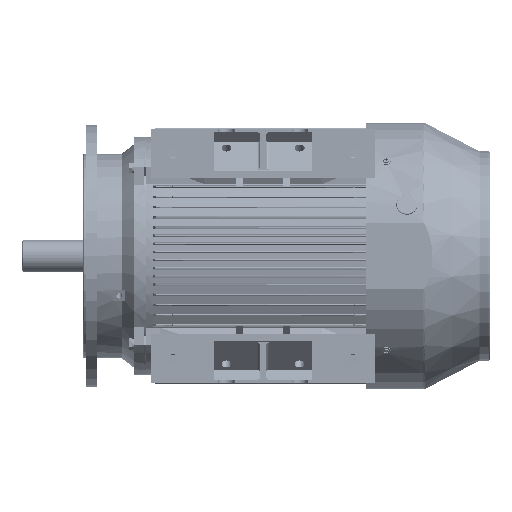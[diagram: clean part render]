
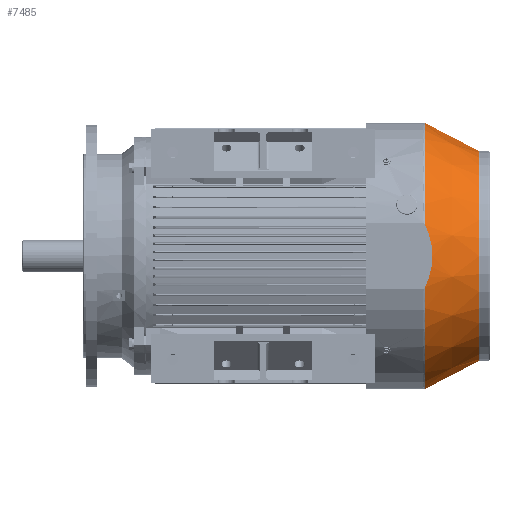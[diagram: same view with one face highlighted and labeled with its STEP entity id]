
A CAD part, front view. The second image highlights one B-rep face of the part: STEP entity #7485.
In plain terms, the highlighted conical face has half-angle 27.379 degrees and reference radius 180.336 mm.
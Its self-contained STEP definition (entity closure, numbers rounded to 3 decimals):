
#6362 = ORIENTED_EDGE ( 'NONE', *, *, #7554, .T. ) ;
#6630 = EDGE_CURVE ( 'NONE', #6633, #6636, #109900, .T. ) ;
#6633 = VERTEX_POINT ( 'NONE', #109885 ) ;
#6636 = VERTEX_POINT ( 'NONE', #109881 ) ;
#6722 = EDGE_CURVE ( 'NONE', #6633, #6728, #110191, .T. ) ;
#6728 = VERTEX_POINT ( 'NONE', #110173 ) ;
#6738 = VERTEX_POINT ( 'NONE', #110139 ) ;
#6745 = EDGE_CURVE ( 'NONE', #6747, #6738, #110309, .T. ) ;
#6747 = VERTEX_POINT ( 'NONE', #110299 ) ;
#6795 = EDGE_CURVE ( 'NONE', #6636, #6738, #110467, .T. ) ;
#7466 = EDGE_CURVE ( 'NONE', #6728, #7468, #113649, .T. ) ;
#7468 = VERTEX_POINT ( 'NONE', #113830 ) ;
#7485 = ADVANCED_FACE ( 'NONE', ( #113795 ), #113760, .T. ) ;
#7487 = EDGE_LOOP ( 'NONE', ( #7492, #7494, #7497, #7505, #6362, #7559 ) ) ;
#7492 = ORIENTED_EDGE ( 'NONE', *, *, #6722, .F. ) ;
#7494 = ORIENTED_EDGE ( 'NONE', *, *, #6630, .T. ) ;
#7497 = ORIENTED_EDGE ( 'NONE', *, *, #6795, .T. ) ;
#7505 = ORIENTED_EDGE ( 'NONE', *, *, #6745, .F. ) ;
#7554 = EDGE_CURVE ( 'NONE', #6747, #7468, #113946, .T. ) ;
#7559 = ORIENTED_EDGE ( 'NONE', *, *, #7466, .F. ) ;
#109881 = CARTESIAN_POINT ( 'NONE',  ( 180.336, 0., -194.351 ) ) ;
#109885 = CARTESIAN_POINT ( 'NONE',  ( -180.336, 0., -194.351 ) ) ;
#109889 = DIRECTION ( 'NONE',  ( 1., 0., 0. ) ) ;
#109893 = DIRECTION ( 'NONE',  ( 0., 0., 1. ) ) ;
#109896 = CARTESIAN_POINT ( 'NONE',  ( 0., 0., -194.351 ) ) ;
#109898 = AXIS2_PLACEMENT_3D ( 'NONE', #109896, #109893, #109889 ) ;
#109900 = CIRCLE ( 'NONE', #109898, 180.336 ) ;
#110139 = CARTESIAN_POINT ( 'NONE',  ( 228.416, 0., -101.514 ) ) ;
#110173 = CARTESIAN_POINT ( 'NONE',  ( -228.416, 0., -101.514 ) ) ;
#110185 = DIRECTION ( 'NONE',  ( -0.46, 0., 0.888 ) ) ;
#110187 = VECTOR ( 'NONE', #110185, 1000. ) ;
#110190 = CARTESIAN_POINT ( 'NONE',  ( -180.336, 0., -194.351 ) ) ;
#110191 = LINE ( 'NONE', #110190, #110187 ) ;
#110299 = CARTESIAN_POINT ( 'NONE',  ( 53.757, -222., -101.514 ) ) ;
#110300 = DIRECTION ( 'NONE',  ( 1., 0., 0. ) ) ;
#110302 = DIRECTION ( 'NONE',  ( 0., 0., 1. ) ) ;
#110305 = CARTESIAN_POINT ( 'NONE',  ( 0., 0., -101.514 ) ) ;
#110307 = AXIS2_PLACEMENT_3D ( 'NONE', #110305, #110302, #110300 ) ;
#110309 = CIRCLE ( 'NONE', #110307, 228.416 ) ;
#110460 = DIRECTION ( 'NONE',  ( 0.46, 0., 0.888 ) ) ;
#110462 = VECTOR ( 'NONE', #110460, 1000. ) ;
#110466 = CARTESIAN_POINT ( 'NONE',  ( 180.336, 0., -194.351 ) ) ;
#110467 = LINE ( 'NONE', #110466, #110462 ) ;
#113644 = CARTESIAN_POINT ( 'NONE',  ( 0., 0., -101.514 ) ) ;
#113646 = AXIS2_PLACEMENT_3D ( 'NONE', #113644, #113833, #113831 ) ;
#113649 = CIRCLE ( 'NONE', #113646, 228.416 ) ;
#113742 = DIRECTION ( 'NONE',  ( 1., 0., 0. ) ) ;
#113744 = DIRECTION ( 'NONE',  ( 0., 0., 1. ) ) ;
#113746 = CARTESIAN_POINT ( 'NONE',  ( 0., 0., -194.351 ) ) ;
#113748 = AXIS2_PLACEMENT_3D ( 'NONE', #113746, #113744, #113742 ) ;
#113760 = CONICAL_SURFACE ( 'NONE', #113748, 180.336, 0.478 ) ;
#113795 = FACE_OUTER_BOUND ( 'NONE', #7487, .T. ) ;
#113830 = CARTESIAN_POINT ( 'NONE',  ( -53.757, -222., -101.514 ) ) ;
#113831 = DIRECTION ( 'NONE',  ( 1., 0., 0. ) ) ;
#113833 = DIRECTION ( 'NONE',  ( 0., 0., 1. ) ) ;
#113946 = B_SPLINE_CURVE_WITH_KNOTS ( 'NONE', 3,
 ( #114107, #114104, #114100, #114098, #114096, #114095, #114094, #114092, #114090, #114088, #114086, #114082, #114080, #114077, #114076, #114074, #114071, #114070, #114068, #114065, #114063, #114059, #114058, #114056, #114053, #114051, #114048 ),
 .UNSPECIFIED., .F., .F.,
 ( 4, 2, 2, 2, 2, 2, 2, 2, 2, 2, 1, 2, 2, 4 ),
 ( 0.226, 0.233, 0.237, 0.24, 0.254, 0.267, 0.274, 0.278, 0.281, 0.309, 0.315, 0.319, 0.322, 0.336 ),
 .UNSPECIFIED. ) ;
#114048 = CARTESIAN_POINT ( 'NONE',  ( -53.757, -222., -101.514 ) ) ;
#114051 = CARTESIAN_POINT ( 'NONE',  ( -49.57, -222., -103.417 ) ) ;
#114053 = CARTESIAN_POINT ( 'NONE',  ( -45.284, -222., -105.155 ) ) ;
#114056 = CARTESIAN_POINT ( 'NONE',  ( -39.776, -222., -107.081 ) ) ;
#114058 = CARTESIAN_POINT ( 'NONE',  ( -38.669, -222., -107.453 ) ) ;
#114059 = CARTESIAN_POINT ( 'NONE',  ( -36.454, -222., -108.167 ) ) ;
#114063 = CARTESIAN_POINT ( 'NONE',  ( -33.122, -222., -109.194 ) ) ;
#114065 = CARTESIAN_POINT ( 'NONE',  ( -29.768, -222., -110.087 ) ) ;
#114068 = CARTESIAN_POINT ( 'NONE',  ( -18.534, -222., -112.756 ) ) ;
#114070 = CARTESIAN_POINT ( 'NONE',  ( -9.377, -222., -113.901 ) ) ;
#114071 = CARTESIAN_POINT ( 'NONE',  ( 1.148, -222., -113.903 ) ) ;
#114074 = CARTESIAN_POINT ( 'NONE',  ( 2.317, -222., -113.885 ) ) ;
#114076 = CARTESIAN_POINT ( 'NONE',  ( 4.647, -222., -113.814 ) ) ;
#114077 = CARTESIAN_POINT ( 'NONE',  ( 5.808, -222., -113.762 ) ) ;
#114080 = CARTESIAN_POINT ( 'NONE',  ( 9.284, -222., -113.551 ) ) ;
#114082 = CARTESIAN_POINT ( 'NONE',  ( 11.588, -222., -113.342 ) ) ;
#114086 = CARTESIAN_POINT ( 'NONE',  ( 18.465, -222., -112.513 ) ) ;
#114088 = CARTESIAN_POINT ( 'NONE',  ( 23.001, -222., -111.694 ) ) ;
#114090 = CARTESIAN_POINT ( 'NONE',  ( 31.985, -222., -109.562 ) ) ;
#114092 = CARTESIAN_POINT ( 'NONE',  ( 36.432, -222., -108.249 ) ) ;
#114094 = CARTESIAN_POINT ( 'NONE',  ( 41.94, -222., -106.325 ) ) ;
#114095 = CARTESIAN_POINT ( 'NONE',  ( 43.038, -222., -105.927 ) ) ;
#114096 = CARTESIAN_POINT ( 'NONE',  ( 45.216, -222., -105.106 ) ) ;
#114098 = CARTESIAN_POINT ( 'NONE',  ( 46.299, -222., -104.684 ) ) ;
#114100 = CARTESIAN_POINT ( 'NONE',  ( 49.527, -222., -103.383 ) ) ;
#114104 = CARTESIAN_POINT ( 'NONE',  ( 51.654, -222., -102.47 ) ) ;
#114107 = CARTESIAN_POINT ( 'NONE',  ( 53.757, -222., -101.514 ) ) ;
